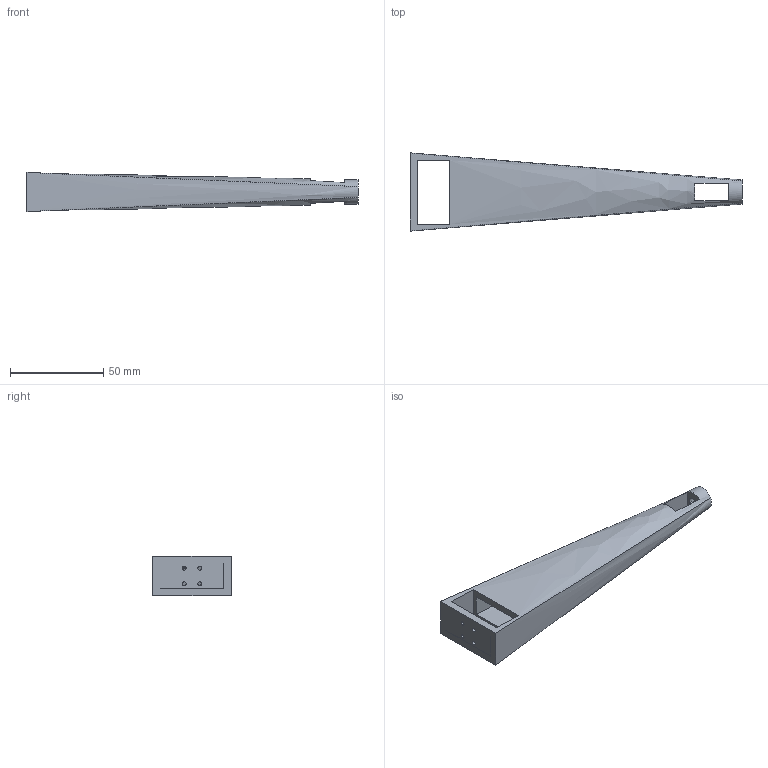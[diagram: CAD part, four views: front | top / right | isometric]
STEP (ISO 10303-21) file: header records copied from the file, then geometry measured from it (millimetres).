
FILE_DESCRIPTION(/* description */ (''),/* implementation_level */ '2;1');
FILE_NAME(/* name */ 'rear leg demo v18.step',/* time_stamp */ '2025-07-11T19:20:17+09:00',/* author */ (''),/* organization */ (''),/* preprocessor_version */ 'ST-DEVELOPER v20',/* originating_system */ 'Autodesk Translation Framework v13.14.0.145',/* authorisation */ '');
FILE_SCHEMA (('AUTOMOTIVE_DESIGN { 1 0 10303 214 3 1 1 }'));
Length unit declared in the file: millimetre
Products named in the file (2): rear leg demo; Component2
Assembly tree (1 placements, depth 2):
  rear leg demo
    Component2
Bounding box: 178.12 x 41.9 x 21 mm (x, y, z)
Volume: 43122.3 mm3; surface area: 23641.8 mm2
Topology: 1 solids, 1 shells, 34 faces, 90 edges, 60 vertices
Faces by surface type: bspline 18, plane 11, cylinder 5
Full cylindrical faces by diameter (mm): 2.2 x4, 3.1 x1
Entity records: 1824 total; most frequent: CARTESIAN_POINT 1033, ORIENTED_EDGE 180, EDGE_CURVE 90, DIRECTION 88, VERTEX_POINT 60, B_SPLINE_CURVE_WITH_KNOTS 54, EDGE_LOOP 52, FACE_OUTER_BOUND 34
